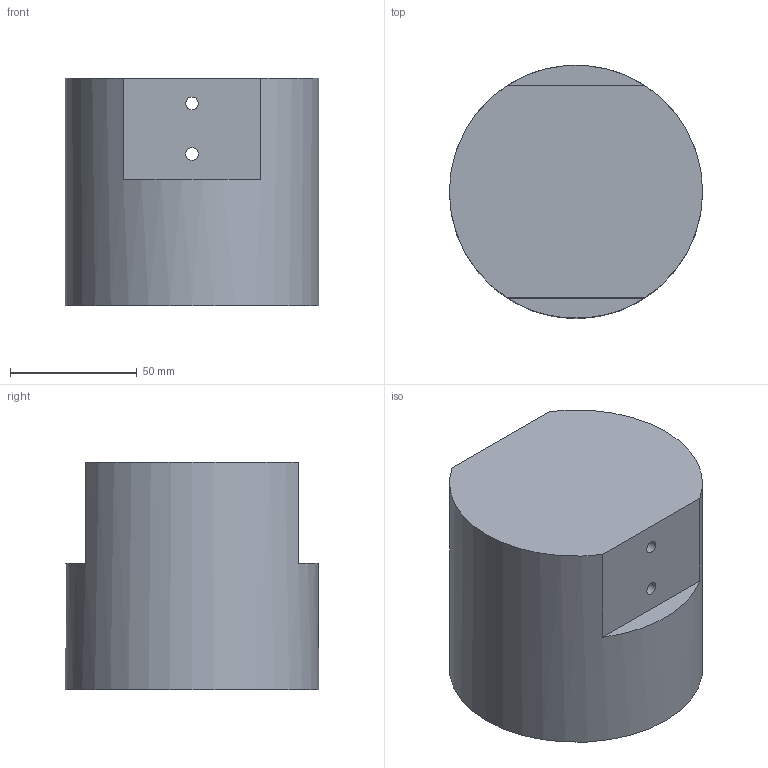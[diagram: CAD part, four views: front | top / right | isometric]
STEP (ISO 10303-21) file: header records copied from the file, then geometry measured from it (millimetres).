
FILE_DESCRIPTION(/* description */ ('STEP AP214'),/* implementation_level */ '2;1');
FILE_NAME(/* name */ '6186820ae97e9b2f62648e6e',/* time_stamp */ '2021-11-06T13:24:27+00:00',/* author */ (''),/* organization */ (''),/* preprocessor_version */ 'ST-DEVELOPER v18.1',/* originating_system */ ' ',/* authorisation */ ' ');
FILE_SCHEMA (('AUTOMOTIVE_DESIGN {1 0 10303 214 3 1 1}'));
Length unit declared in the file: metre
Products named in the file (1): Mât
Bounding box: 100 x 100 x 90 mm (x, y, z)
Volume: 680011.6 mm3; surface area: 46295.3 mm2
Topology: 1 solids, 1 shells, 9 faces, 21 edges, 14 vertices
Faces by surface type: plane 6, cylinder 3
Full cylindrical faces by diameter (mm): 5 x2, 100 x1
Entity records: 278 total; most frequent: DIRECTION 46, CARTESIAN_POINT 40, ORIENTED_EDGE 34, AXIS2_PLACEMENT_3D 19, EDGE_CURVE 17, EDGE_LOOP 16, FACE_BOUND 16, VERTEX_POINT 13
